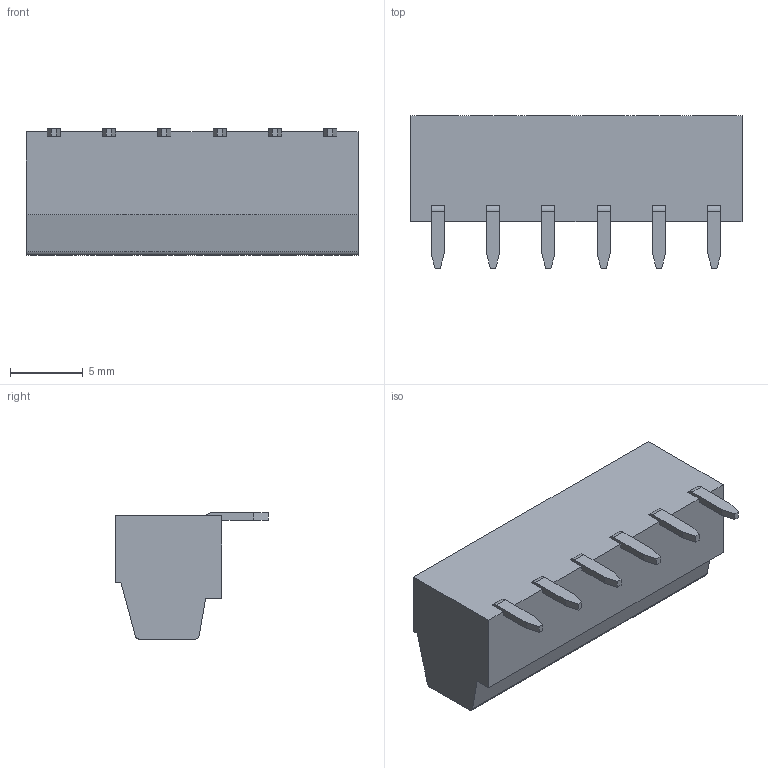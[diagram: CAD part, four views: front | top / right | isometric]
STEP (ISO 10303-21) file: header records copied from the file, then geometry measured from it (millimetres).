
FILE_DESCRIPTION( ( 'STEP AP214' ), '1' );
FILE_NAME( ' ', ' ', ( ' ' ), ( ' ' ), 'PSStep 11.0', 'VISI 17.0', ' ' );
FILE_SCHEMA( ( 'AUTOMOTIVE_DESIGN { 1 0 10303 214 1 1 1 1 }' ) );
Length unit declared in the file: millimetre
Products named in the file (1): 1
Bounding box: 22.86 x 10.5 x 8.7 mm (x, y, z)
Volume: 1078.8 mm3; surface area: 1313.8 mm2
Topology: 1 solids, 1 shells, 204 faces, 516 edges, 338 vertices
Faces by surface type: plane 160, cylinder 32, cone 6, torus 6
Full cylindrical faces by diameter (mm): 2 x6, 2.1 x6, 2.8 x6, 3 x6
Entity records: 7371 total; most frequent: CARTESIAN_POINT 987, DIRECTION 960, ORIENTED_EDGE 924, EDGE_CURVE 462, LINE 374, VECTOR 374, VERTEX_POINT 320, AXIS2_PLACEMENT_3D 293
